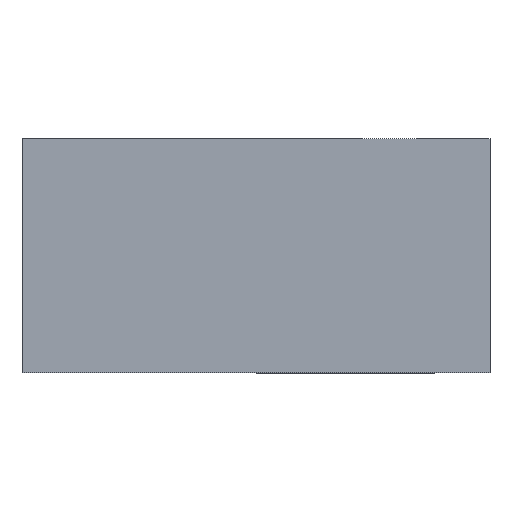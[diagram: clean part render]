
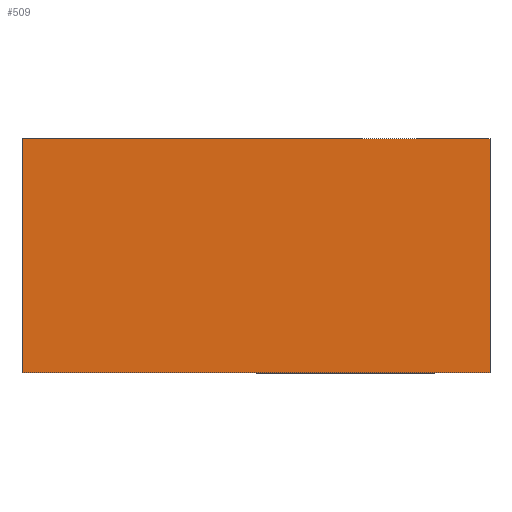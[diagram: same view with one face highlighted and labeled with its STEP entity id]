
A CAD part, front view. The second image highlights one B-rep face of the part: STEP entity #509.
In plain terms, the highlighted planar face has unit normal (0, -1, 0).
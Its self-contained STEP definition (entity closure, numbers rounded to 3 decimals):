
#72 = VERTEX_POINT ( 'NONE', #483 ) ;
#87 = EDGE_CURVE ( 'NONE', #72, #290, #316, .T. ) ;
#95 = CARTESIAN_POINT ( 'NONE',  ( -1.6, 0., 0.8 ) ) ;
#97 = DIRECTION ( 'NONE',  ( -1., 0., 0. ) ) ;
#157 = ORIENTED_EDGE ( 'NONE', *, *, #199, .F. ) ;
#163 = FACE_OUTER_BOUND ( 'NONE', #246, .T. ) ;
#170 = DIRECTION ( 'NONE',  ( 0., 0., -1. ) ) ;
#186 = VERTEX_POINT ( 'NONE', #267 ) ;
#191 = CARTESIAN_POINT ( 'NONE',  ( 1.6, 0., 0.8 ) ) ;
#199 = EDGE_CURVE ( 'NONE', #186, #252, #485, .T. ) ;
#209 = AXIS2_PLACEMENT_3D ( 'NONE', #249, #299, #432 ) ;
#217 = VECTOR ( 'NONE', #496, 1000. ) ;
#246 = EDGE_LOOP ( 'NONE', ( #288, #157, #553, #344 ) ) ;
#249 = CARTESIAN_POINT ( 'NONE',  ( 0., 0., 0. ) ) ;
#252 = VERTEX_POINT ( 'NONE', #191 ) ;
#256 = PLANE ( 'NONE',  #209 ) ;
#265 = EDGE_CURVE ( 'NONE', #290, #186, #451, .T. ) ;
#267 = CARTESIAN_POINT ( 'NONE',  ( -1.6, 0., 0.8 ) ) ;
#276 = CARTESIAN_POINT ( 'NONE',  ( -1.6, 0., -0.8 ) ) ;
#287 = CARTESIAN_POINT ( 'NONE',  ( -1.6, 0., -0.8 ) ) ;
#288 = ORIENTED_EDGE ( 'NONE', *, *, #492, .F. ) ;
#290 = VERTEX_POINT ( 'NONE', #287 ) ;
#292 = CARTESIAN_POINT ( 'NONE',  ( -1.6, 0., 0.8 ) ) ;
#299 = DIRECTION ( 'NONE',  ( 0., -1., 0. ) ) ;
#316 = LINE ( 'NONE', #276, #360 ) ;
#344 = ORIENTED_EDGE ( 'NONE', *, *, #87, .F. ) ;
#360 = VECTOR ( 'NONE', #97, 1000. ) ;
#390 = CARTESIAN_POINT ( 'NONE',  ( 1.6, 0., 0.8 ) ) ;
#418 = VECTOR ( 'NONE', #534, 1000. ) ;
#432 = DIRECTION ( 'NONE',  ( 0., 0., -1. ) ) ;
#451 = LINE ( 'NONE', #292, #217 ) ;
#453 = VECTOR ( 'NONE', #170, 1000. ) ;
#483 = CARTESIAN_POINT ( 'NONE',  ( 1.6, 0., -0.8 ) ) ;
#485 = LINE ( 'NONE', #95, #418 ) ;
#492 = EDGE_CURVE ( 'NONE', #252, #72, #561, .T. ) ;
#496 = DIRECTION ( 'NONE',  ( 0., 0., 1. ) ) ;
#509 = ADVANCED_FACE ( 'NONE', ( #163 ), #256, .T. ) ;
#534 = DIRECTION ( 'NONE',  ( 1., 0., 0. ) ) ;
#553 = ORIENTED_EDGE ( 'NONE', *, *, #265, .F. ) ;
#561 = LINE ( 'NONE', #390, #453 ) ;
